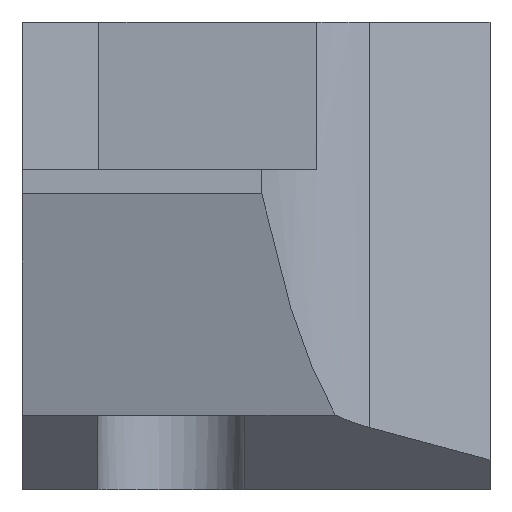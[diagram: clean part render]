
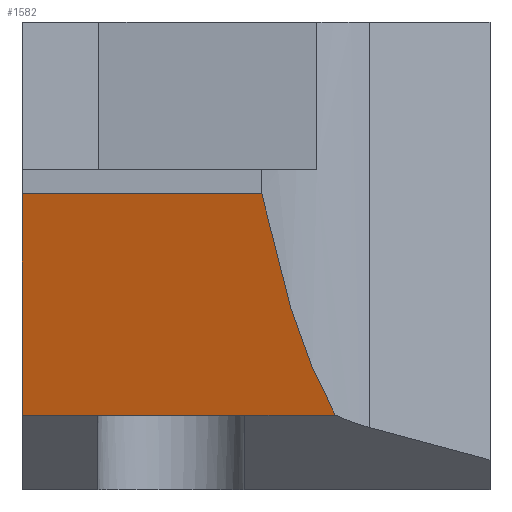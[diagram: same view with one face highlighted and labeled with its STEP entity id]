
A CAD part, left-side view. The second image highlights one B-rep face of the part: STEP entity #1582.
In plain terms, the highlighted planar face has unit normal (-0.966, 0, -0.259).
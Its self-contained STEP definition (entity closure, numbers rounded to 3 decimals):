
#78 = VERTEX_POINT ( 'NONE', #138 ) ;
#101 = DIRECTION ( 'NONE',  ( 0., -1., 0. ) ) ;
#123 = VECTOR ( 'NONE', #291, 1000. ) ;
#138 = CARTESIAN_POINT ( 'NONE',  ( -73.794, 9.525, -3.237 ) ) ;
#153 = CARTESIAN_POINT ( 'NONE',  ( -70.851, 9.525, -14.222 ) ) ;
#212 = EDGE_CURVE ( 'NONE', #1484, #746, #495, .T. ) ;
#230 = ORIENTED_EDGE ( 'NONE', *, *, #728, .T. ) ;
#240 = ORIENTED_EDGE ( 'NONE', *, *, #773, .T. ) ;
#246 = DIRECTION ( 'NONE',  ( 0., -1., 0. ) ) ;
#274 = CARTESIAN_POINT ( 'NONE',  ( -73.794, 7.989, -3.237 ) ) ;
#291 = DIRECTION ( 'NONE',  ( 0.259, 0., -0.966 ) ) ;
#334 = VECTOR ( 'NONE', #1612, 1000. ) ;
#393 = VECTOR ( 'NONE', #246, 1000. ) ;
#409 = DIRECTION ( 'NONE',  ( -0.259, 0., 0.966 ) ) ;
#457 = CARTESIAN_POINT ( 'NONE',  ( -73.794, 4.989, -3.237 ) ) ;
#494 = LINE ( 'NONE', #717, #334 ) ;
#495 = LINE ( 'NONE', #991, #503 ) ;
#503 = VECTOR ( 'NONE', #101, 1000. ) ;
#548 = VERTEX_POINT ( 'NONE', #592 ) ;
#568 = CARTESIAN_POINT ( 'NONE',  ( -75., 112.275, 1.263 ) ) ;
#576 = CARTESIAN_POINT ( 'NONE',  ( -73.794, 3.147, -3.237 ) ) ;
#592 = CARTESIAN_POINT ( 'NONE',  ( -73.794, 3.147, -3.237 ) ) ;
#621 = LINE ( 'NONE', #1575, #833 ) ;
#647 =( BOUNDED_CURVE ( )  B_SPLINE_CURVE ( 3, ( #1404, #1177, #1563, #576 ),
 .UNSPECIFIED., .F., .F. ) 
 B_SPLINE_CURVE_WITH_KNOTS ( ( 4, 4 ),
 ( 2.227, 2.7 ),
 .UNSPECIFIED. ) 
 CURVE ( )  GEOMETRIC_REPRESENTATION_ITEM ( )  RATIONAL_B_SPLINE_CURVE ( ( 1., 0.981, 0.981, 1. ) ) 
 REPRESENTATION_ITEM ( '' )  );
#673 = PLANE ( 'NONE',  #888 ) ;
#717 = CARTESIAN_POINT ( 'NONE',  ( -73.794, 112.275, -3.237 ) ) ;
#728 = EDGE_CURVE ( 'NONE', #1484, #78, #1395, .T. ) ;
#746 = VERTEX_POINT ( 'NONE', #1379 ) ;
#771 = CARTESIAN_POINT ( 'NONE',  ( -75., 9.525, 1.263 ) ) ;
#773 = EDGE_CURVE ( 'NONE', #1593, #548, #1082, .T. ) ;
#815 = ORIENTED_EDGE ( 'NONE', *, *, #212, .F. ) ;
#833 = VECTOR ( 'NONE', #938, 1000. ) ;
#888 = AXIS2_PLACEMENT_3D ( 'NONE', #568, #1540, #409 ) ;
#907 = EDGE_CURVE ( 'NONE', #78, #1370, #621, .T. ) ;
#938 = DIRECTION ( 'NONE',  ( 0., -1., 0. ) ) ;
#988 = ORIENTED_EDGE ( 'NONE', *, *, #1514, .F. ) ;
#991 = CARTESIAN_POINT ( 'NONE',  ( -75., 112.275, 1.263 ) ) ;
#1082 = LINE ( 'NONE', #1624, #393 ) ;
#1177 = CARTESIAN_POINT ( 'NONE',  ( -74.483, 4.247, -0.668 ) ) ;
#1370 = VERTEX_POINT ( 'NONE', #274 ) ;
#1379 = CARTESIAN_POINT ( 'NONE',  ( -75., 4.645, 1.263 ) ) ;
#1395 = LINE ( 'NONE', #153, #123 ) ;
#1404 = CARTESIAN_POINT ( 'NONE',  ( -75., 4.645, 1.263 ) ) ;
#1440 = FACE_OUTER_BOUND ( 'NONE', #1581, .T. ) ;
#1465 = ORIENTED_EDGE ( 'NONE', *, *, #1550, .T. ) ;
#1484 = VERTEX_POINT ( 'NONE', #771 ) ;
#1514 = EDGE_CURVE ( 'NONE', #746, #548, #647, .T. ) ;
#1540 = DIRECTION ( 'NONE',  ( -0.966, 0., -0.259 ) ) ;
#1550 = EDGE_CURVE ( 'NONE', #1370, #1593, #494, .T. ) ;
#1563 = CARTESIAN_POINT ( 'NONE',  ( -74.073, 3.738, -2.197 ) ) ;
#1575 = CARTESIAN_POINT ( 'NONE',  ( -73.794, 112.275, -3.237 ) ) ;
#1581 = EDGE_LOOP ( 'NONE', ( #815, #230, #1610, #1465, #240, #988 ) ) ;
#1582 = ADVANCED_FACE ( 'NONE', ( #1440 ), #673, .T. ) ;
#1593 = VERTEX_POINT ( 'NONE', #457 ) ;
#1610 = ORIENTED_EDGE ( 'NONE', *, *, #907, .T. ) ;
#1612 = DIRECTION ( 'NONE',  ( 0., -1., 0. ) ) ;
#1624 = CARTESIAN_POINT ( 'NONE',  ( -73.794, 112.275, -3.237 ) ) ;
